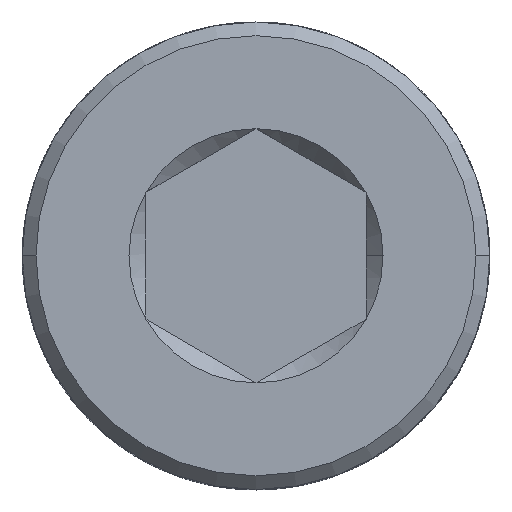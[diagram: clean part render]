
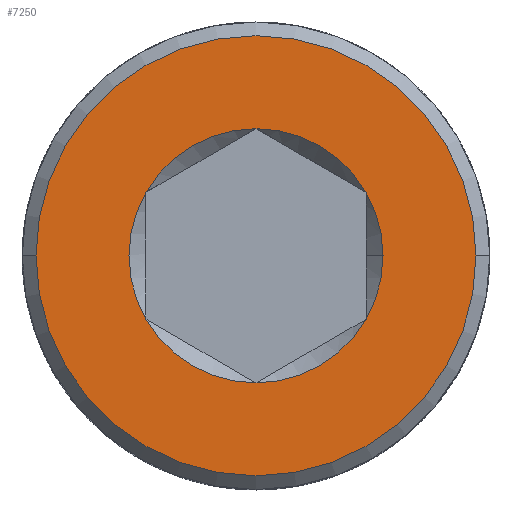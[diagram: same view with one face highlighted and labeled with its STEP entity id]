
A CAD part, top view. The second image highlights one B-rep face of the part: STEP entity #7250.
In plain terms, the highlighted planar face has unit normal (0, 0, 1).
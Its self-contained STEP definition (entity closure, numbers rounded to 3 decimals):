
#148 = CARTESIAN_POINT ( 'NONE',  ( 0., 4., 15. ) ) ;
#155 = DIRECTION ( 'NONE',  ( 1., 0., 0. ) ) ;
#241 = VERTEX_POINT ( 'NONE', #1493 ) ;
#577 = FACE_OUTER_BOUND ( 'NONE', #9987, .T. ) ;
#594 = DIRECTION ( 'NONE',  ( 0., 0., 1. ) ) ;
#657 = AXIS2_PLACEMENT_3D ( 'NONE', #4503, #3473, #862 ) ;
#862 = DIRECTION ( 'NONE',  ( -1., 0., 0. ) ) ;
#908 = DIRECTION ( 'NONE',  ( 0., 0., 1. ) ) ;
#952 = DIRECTION ( 'NONE',  ( 0., 0., 1. ) ) ;
#1266 = VERTEX_POINT ( 'NONE', #3221 ) ;
#1337 = VERTEX_POINT ( 'NONE', #11310 ) ;
#1376 = CARTESIAN_POINT ( 'NONE',  ( 4., 0., 15. ) ) ;
#1493 = CARTESIAN_POINT ( 'NONE',  ( -2., -1.155, 15. ) ) ;
#1573 = CARTESIAN_POINT ( 'NONE',  ( 0., 0., 15. ) ) ;
#1606 = AXIS2_PLACEMENT_3D ( 'NONE', #148, #2181, #6559 ) ;
#1674 = CARTESIAN_POINT ( 'NONE',  ( 2., 1.155, 15. ) ) ;
#2005 = CARTESIAN_POINT ( 'NONE',  ( 0., 0., 15. ) ) ;
#2039 = VERTEX_POINT ( 'NONE', #4276 ) ;
#2067 = DIRECTION ( 'NONE',  ( 1., 0., 0. ) ) ;
#2181 = DIRECTION ( 'NONE',  ( 0., 0., 1. ) ) ;
#2325 = ORIENTED_EDGE ( 'NONE', *, *, #10705, .F. ) ;
#2593 = CARTESIAN_POINT ( 'NONE',  ( 0., 0., 15. ) ) ;
#2628 = EDGE_CURVE ( 'NONE', #4307, #2885, #3557, .T. ) ;
#2660 = AXIS2_PLACEMENT_3D ( 'NONE', #3411, #4292, #10506 ) ;
#2885 = VERTEX_POINT ( 'NONE', #8088 ) ;
#3066 = ORIENTED_EDGE ( 'NONE', *, *, #2628, .F. ) ;
#3221 = CARTESIAN_POINT ( 'NONE',  ( -2., 1.155, 15. ) ) ;
#3411 = CARTESIAN_POINT ( 'NONE',  ( 0., 0., 15. ) ) ;
#3473 = DIRECTION ( 'NONE',  ( 0., 0., -1. ) ) ;
#3557 = CIRCLE ( 'NONE', #4992, 2.309 ) ;
#3596 = CIRCLE ( 'NONE', #4757, 2.309 ) ;
#3811 = ORIENTED_EDGE ( 'NONE', *, *, #11328, .F. ) ;
#3920 = EDGE_LOOP ( 'NONE', ( #4345, #4799, #7566, #3066, #5753, #3811, #4475 ) ) ;
#4258 = EDGE_CURVE ( 'NONE', #241, #4307, #10055, .T. ) ;
#4276 = CARTESIAN_POINT ( 'NONE',  ( -4., 0., 15. ) ) ;
#4292 = DIRECTION ( 'NONE',  ( 0., 0., -1. ) ) ;
#4307 = VERTEX_POINT ( 'NONE', #11124 ) ;
#4345 = ORIENTED_EDGE ( 'NONE', *, *, #4709, .F. ) ;
#4359 = DIRECTION ( 'NONE',  ( 1., 0., 0. ) ) ;
#4475 = ORIENTED_EDGE ( 'NONE', *, *, #10407, .F. ) ;
#4503 = CARTESIAN_POINT ( 'NONE',  ( 0., 0., 15. ) ) ;
#4531 = AXIS2_PLACEMENT_3D ( 'NONE', #7207, #5451, #155 ) ;
#4709 = EDGE_CURVE ( 'NONE', #10698, #1337, #3596, .T. ) ;
#4757 = AXIS2_PLACEMENT_3D ( 'NONE', #10345, #594, #10261 ) ;
#4799 = ORIENTED_EDGE ( 'NONE', *, *, #7383, .F. ) ;
#4990 = AXIS2_PLACEMENT_3D ( 'NONE', #1573, #908, #2067 ) ;
#4992 = AXIS2_PLACEMENT_3D ( 'NONE', #2005, #8196, #8994 ) ;
#5206 = CIRCLE ( 'NONE', #2660, 4. ) ;
#5408 = CIRCLE ( 'NONE', #6210, 2.309 ) ;
#5451 = DIRECTION ( 'NONE',  ( 0., 0., 1. ) ) ;
#5753 = ORIENTED_EDGE ( 'NONE', *, *, #4258, .F. ) ;
#6025 = VERTEX_POINT ( 'NONE', #1376 ) ;
#6210 = AXIS2_PLACEMENT_3D ( 'NONE', #11435, #952, #9797 ) ;
#6559 = DIRECTION ( 'NONE',  ( 1., 0., 0. ) ) ;
#6697 = AXIS2_PLACEMENT_3D ( 'NONE', #9217, #11007, #8411 ) ;
#7207 = CARTESIAN_POINT ( 'NONE',  ( 0., 0., 15. ) ) ;
#7250 = ADVANCED_FACE ( 'NONE', ( #10669, #577 ), #9836, .T. ) ;
#7383 = EDGE_CURVE ( 'NONE', #10123, #10698, #5408, .T. ) ;
#7458 = EDGE_CURVE ( 'NONE', #2039, #6025, #9827, .T. ) ;
#7566 = ORIENTED_EDGE ( 'NONE', *, *, #7907, .F. ) ;
#7628 = CIRCLE ( 'NONE', #9099, 2.309 ) ;
#7685 = CIRCLE ( 'NONE', #4990, 2.309 ) ;
#7709 = CIRCLE ( 'NONE', #4531, 2.309 ) ;
#7907 = EDGE_CURVE ( 'NONE', #2885, #10123, #7628, .T. ) ;
#8088 = CARTESIAN_POINT ( 'NONE',  ( 2., -1.155, 15. ) ) ;
#8196 = DIRECTION ( 'NONE',  ( 0., 0., 1. ) ) ;
#8411 = DIRECTION ( 'NONE',  ( 1., 0., 0. ) ) ;
#8994 = DIRECTION ( 'NONE',  ( 1., 0., 0. ) ) ;
#9099 = AXIS2_PLACEMENT_3D ( 'NONE', #2593, #11379, #4359 ) ;
#9217 = CARTESIAN_POINT ( 'NONE',  ( 0., 0., 15. ) ) ;
#9797 = DIRECTION ( 'NONE',  ( 1., 0., 0. ) ) ;
#9827 = CIRCLE ( 'NONE', #657, 4. ) ;
#9836 = PLANE ( 'NONE',  #1606 ) ;
#9987 = EDGE_LOOP ( 'NONE', ( #10318, #2325 ) ) ;
#10055 = CIRCLE ( 'NONE', #6697, 2.309 ) ;
#10123 = VERTEX_POINT ( 'NONE', #10333 ) ;
#10261 = DIRECTION ( 'NONE',  ( 1., 0., 0. ) ) ;
#10318 = ORIENTED_EDGE ( 'NONE', *, *, #7458, .F. ) ;
#10333 = CARTESIAN_POINT ( 'NONE',  ( 2.309, 0., 15. ) ) ;
#10345 = CARTESIAN_POINT ( 'NONE',  ( 0., 0., 15. ) ) ;
#10407 = EDGE_CURVE ( 'NONE', #1337, #1266, #7709, .T. ) ;
#10506 = DIRECTION ( 'NONE',  ( -1., 0., 0. ) ) ;
#10669 = FACE_BOUND ( 'NONE', #3920, .T. ) ;
#10698 = VERTEX_POINT ( 'NONE', #1674 ) ;
#10705 = EDGE_CURVE ( 'NONE', #6025, #2039, #5206, .T. ) ;
#11007 = DIRECTION ( 'NONE',  ( 0., 0., 1. ) ) ;
#11124 = CARTESIAN_POINT ( 'NONE',  ( 0., -2.309, 15. ) ) ;
#11310 = CARTESIAN_POINT ( 'NONE',  ( 0., 2.309, 15. ) ) ;
#11328 = EDGE_CURVE ( 'NONE', #1266, #241, #7685, .T. ) ;
#11379 = DIRECTION ( 'NONE',  ( 0., 0., 1. ) ) ;
#11435 = CARTESIAN_POINT ( 'NONE',  ( 0., 0., 15. ) ) ;
